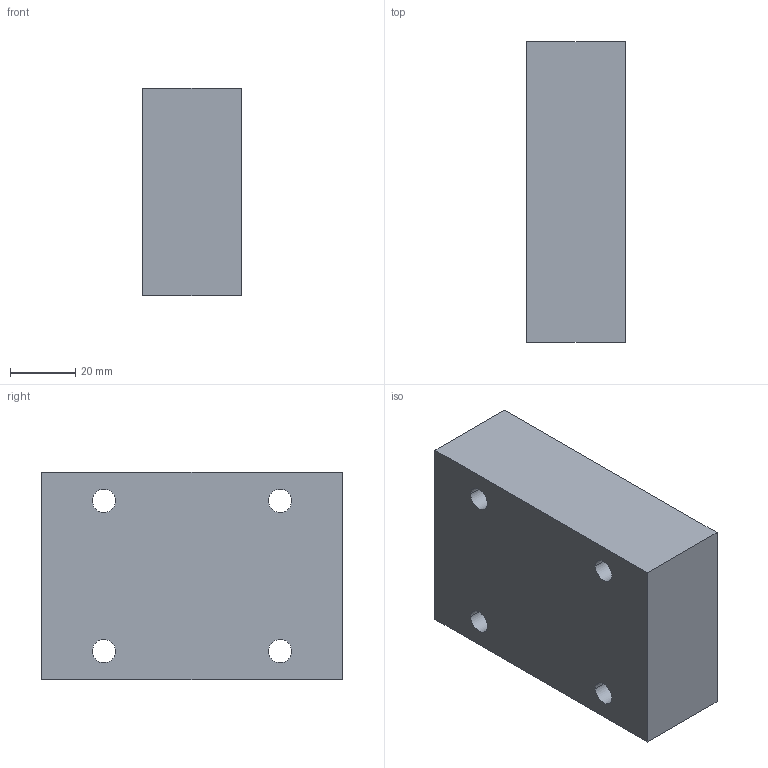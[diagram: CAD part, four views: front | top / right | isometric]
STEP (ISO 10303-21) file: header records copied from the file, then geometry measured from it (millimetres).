
FILE_DESCRIPTION((''),'2;1');
FILE_NAME('ZJP_ASM','2020-03-18T',('ProEService'),(''),'PRO/ENGINEER BY PARAMETRIC TECHNOLOGY CORPORATION, 2014200','PRO/ENGINEER BY PARAMETRIC TECHNOLOGY CORPORATION, 2014200','');
FILE_SCHEMA(('CONFIG_CONTROL_DESIGN'));
Length unit declared in the file: inch
Products named in the file (2): 151-578; ZJP_ASM
Assembly tree (1 placements, depth 2):
  ZJP_ASM
    151-578
Bounding box: 30.18 x 92.08 x 63.5 mm (x, y, z)
Volume: 168008.1 mm3; surface area: 24291.8 mm2
Topology: 1 solids, 1 shells, 26 faces, 193 edges, 222 vertices
Faces by surface type: cylinder 16, plane 10
Entity records: 1698 total; most frequent: DIRECTION 291, CARTESIAN_POINT 274, VECTOR 159, LINE 159, TRIMMED_CURVE 133, COMPOSITE_CURVE_SEGMENT 125, ORIENTED_EDGE 120, AXIS2_PLACEMENT_3D 66
